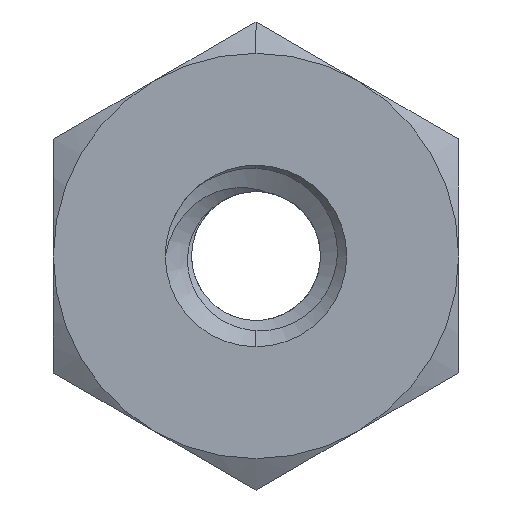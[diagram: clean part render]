
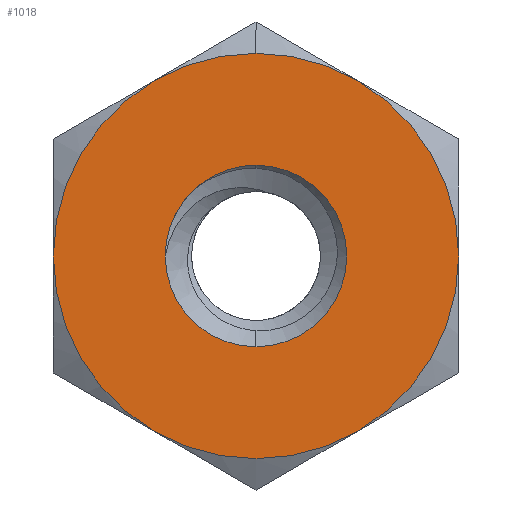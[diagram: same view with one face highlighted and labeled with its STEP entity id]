
A CAD part, front view. The second image highlights one B-rep face of the part: STEP entity #1018.
In plain terms, the highlighted planar face has unit normal (0, -1, 0).
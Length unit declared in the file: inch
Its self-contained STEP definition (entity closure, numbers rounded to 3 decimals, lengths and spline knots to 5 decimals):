
#3 = CARTESIAN_POINT ( 'NONE',  ( 0., -0.04688, 0.056 ) ) ;
#10 = EDGE_CURVE ( 'NONE', #1342, #1009, #564, .T. ) ;
#76 = VERTEX_POINT ( 'NONE', #820 ) ;
#80 = EDGE_CURVE ( 'NONE', #466, #202, #494, .T. ) ;
#143 = VERTEX_POINT ( 'NONE', #1056 ) ;
#173 = DIRECTION ( 'NONE',  ( 0., -1., 0. ) ) ;
#178 = DIRECTION ( 'NONE',  ( 0., 0., 1. ) ) ;
#191 = AXIS2_PLACEMENT_3D ( 'NONE', #1293, #173, #1720 ) ;
#202 = VERTEX_POINT ( 'NONE', #1183 ) ;
#238 = DIRECTION ( 'NONE',  ( 0., 0., 1. ) ) ;
#306 = AXIS2_PLACEMENT_3D ( 'NONE', #1621, #1199, #608 ) ;
#307 = EDGE_CURVE ( 'NONE', #1657, #1095, #337, .T. ) ;
#337 = CIRCLE ( 'NONE', #1042, 0.125 ) ;
#347 = DIRECTION ( 'NONE',  ( 0., -1., 0. ) ) ;
#398 = ORIENTED_EDGE ( 'NONE', *, *, #80, .T. ) ;
#406 = CARTESIAN_POINT ( 'NONE',  ( 0., -0.04688, 0. ) ) ;
#423 = DIRECTION ( 'NONE',  ( 0., 0., 1. ) ) ;
#429 = CARTESIAN_POINT ( 'NONE',  ( -0.125, -0.04688, 0. ) ) ;
#430 = AXIS2_PLACEMENT_3D ( 'NONE', #628, #476, #1320 ) ;
#466 = VERTEX_POINT ( 'NONE', #969 ) ;
#470 = CARTESIAN_POINT ( 'NONE',  ( 0., -0.04688, 0. ) ) ;
#476 = DIRECTION ( 'NONE',  ( 0., -1., 0. ) ) ;
#482 = CIRCLE ( 'NONE', #1444, 0.056 ) ;
#494 = CIRCLE ( 'NONE', #563, 0.056 ) ;
#509 = DIRECTION ( 'NONE',  ( 0., 0., 1. ) ) ;
#521 = CARTESIAN_POINT ( 'NONE',  ( -0.125, -0.04688, -0.07217 ) ) ;
#525 = CIRCLE ( 'NONE', #988, 0.125 ) ;
#563 = AXIS2_PLACEMENT_3D ( 'NONE', #1258, #1681, #423 ) ;
#564 = CIRCLE ( 'NONE', #1424, 0.125 ) ;
#599 = DIRECTION ( 'NONE',  ( 0., 1., 0. ) ) ;
#608 = DIRECTION ( 'NONE',  ( 0., 0., 1. ) ) ;
#617 = CARTESIAN_POINT ( 'NONE',  ( 0., -0.04688, 0. ) ) ;
#620 = CARTESIAN_POINT ( 'NONE',  ( 0., -0.04688, 0. ) ) ;
#628 = CARTESIAN_POINT ( 'NONE',  ( 0., -0.04688, 0. ) ) ;
#647 = EDGE_CURVE ( 'NONE', #202, #1563, #1016, .T. ) ;
#655 = ORIENTED_EDGE ( 'NONE', *, *, #10, .T. ) ;
#666 = AXIS2_PLACEMENT_3D ( 'NONE', #617, #599, #1150 ) ;
#670 = FACE_OUTER_BOUND ( 'NONE', #1063, .T. ) ;
#686 = ORIENTED_EDGE ( 'NONE', *, *, #882, .T. ) ;
#695 = CARTESIAN_POINT ( 'NONE',  ( 0., -0.04688, 0. ) ) ;
#731 = EDGE_CURVE ( 'NONE', #1307, #1342, #525, .T. ) ;
#735 = DIRECTION ( 'NONE',  ( 0., 0., 1. ) ) ;
#747 = CIRCLE ( 'NONE', #1778, 0.125 ) ;
#780 = CIRCLE ( 'NONE', #430, 0.125 ) ;
#808 = DIRECTION ( 'NONE',  ( 0., 1., 0. ) ) ;
#820 = CARTESIAN_POINT ( 'NONE',  ( 0.0625, -0.04688, -0.10825 ) ) ;
#822 = ORIENTED_EDGE ( 'NONE', *, *, #1240, .T. ) ;
#882 = EDGE_CURVE ( 'NONE', #1095, #76, #1453, .T. ) ;
#905 = DIRECTION ( 'NONE',  ( 0., -1., 0. ) ) ;
#913 = DIRECTION ( 'NONE',  ( 0., 1., 0. ) ) ;
#927 = CIRCLE ( 'NONE', #666, 0.056 ) ;
#958 = ORIENTED_EDGE ( 'NONE', *, *, #731, .T. ) ;
#964 = FACE_BOUND ( 'NONE', #1064, .T. ) ;
#969 = CARTESIAN_POINT ( 'NONE',  ( -0.056, -0.04688, 0. ) ) ;
#977 = DIRECTION ( 'NONE',  ( 0., 0., 1. ) ) ;
#988 = AXIS2_PLACEMENT_3D ( 'NONE', #695, #1523, #1558 ) ;
#1009 = VERTEX_POINT ( 'NONE', #1633 ) ;
#1012 = CARTESIAN_POINT ( 'NONE',  ( -0.0625, -0.04688, -0.10825 ) ) ;
#1016 = CIRCLE ( 'NONE', #1816, 0.056 ) ;
#1018 = ADVANCED_FACE ( 'NONE', ( #670, #964 ), #1351, .F. ) ;
#1042 = AXIS2_PLACEMENT_3D ( 'NONE', #620, #905, #238 ) ;
#1056 = CARTESIAN_POINT ( 'NONE',  ( 0., -0.04688, -0.056 ) ) ;
#1063 = EDGE_LOOP ( 'NONE', ( #958, #655, #822, #1609, #686, #1458, #1480 ) ) ;
#1064 = EDGE_LOOP ( 'NONE', ( #1151, #1737, #1223, #398 ) ) ;
#1095 = VERTEX_POINT ( 'NONE', #1012 ) ;
#1129 = EDGE_CURVE ( 'NONE', #76, #1347, #747, .T. ) ;
#1150 = DIRECTION ( 'NONE',  ( 0., 0., 1. ) ) ;
#1151 = ORIENTED_EDGE ( 'NONE', *, *, #647, .T. ) ;
#1156 = EDGE_CURVE ( 'NONE', #1307, #1347, #1564, .T. ) ;
#1183 = CARTESIAN_POINT ( 'NONE',  ( -0.03924, -0.04688, 0.03996 ) ) ;
#1199 = DIRECTION ( 'NONE',  ( 0., 1., 0. ) ) ;
#1223 = ORIENTED_EDGE ( 'NONE', *, *, #1412, .T. ) ;
#1228 = DIRECTION ( 'NONE',  ( 0., 0., 1. ) ) ;
#1240 = EDGE_CURVE ( 'NONE', #1009, #1657, #780, .T. ) ;
#1258 = CARTESIAN_POINT ( 'NONE',  ( 0., -0.04688, 0. ) ) ;
#1290 = CARTESIAN_POINT ( 'NONE',  ( 0., -0.04688, 0. ) ) ;
#1293 = CARTESIAN_POINT ( 'NONE',  ( 0., -0.04688, 0. ) ) ;
#1307 = VERTEX_POINT ( 'NONE', #1457 ) ;
#1320 = DIRECTION ( 'NONE',  ( 0., 0., 1. ) ) ;
#1342 = VERTEX_POINT ( 'NONE', #1456 ) ;
#1347 = VERTEX_POINT ( 'NONE', #1612 ) ;
#1351 = PLANE ( 'NONE',  #1539 ) ;
#1410 = EDGE_CURVE ( 'NONE', #1563, #143, #482, .T. ) ;
#1412 = EDGE_CURVE ( 'NONE', #143, #466, #927, .T. ) ;
#1424 = AXIS2_PLACEMENT_3D ( 'NONE', #406, #1519, #977 ) ;
#1444 = AXIS2_PLACEMENT_3D ( 'NONE', #1290, #913, #178 ) ;
#1453 = CIRCLE ( 'NONE', #191, 0.125 ) ;
#1456 = CARTESIAN_POINT ( 'NONE',  ( 0., -0.04688, 0.125 ) ) ;
#1457 = CARTESIAN_POINT ( 'NONE',  ( 0.0625, -0.04687, 0.10825 ) ) ;
#1458 = ORIENTED_EDGE ( 'NONE', *, *, #1129, .T. ) ;
#1480 = ORIENTED_EDGE ( 'NONE', *, *, #1156, .F. ) ;
#1519 = DIRECTION ( 'NONE',  ( 0., -1., 0. ) ) ;
#1523 = DIRECTION ( 'NONE',  ( 0., -1., 0. ) ) ;
#1539 = AXIS2_PLACEMENT_3D ( 'NONE', #521, #808, #1228 ) ;
#1558 = DIRECTION ( 'NONE',  ( 0., 0., 1. ) ) ;
#1563 = VERTEX_POINT ( 'NONE', #3 ) ;
#1564 = CIRCLE ( 'NONE', #306, 0.125 ) ;
#1569 = DIRECTION ( 'NONE',  ( 0., 1., 0. ) ) ;
#1609 = ORIENTED_EDGE ( 'NONE', *, *, #307, .T. ) ;
#1612 = CARTESIAN_POINT ( 'NONE',  ( 0.125, -0.04688, 0. ) ) ;
#1621 = CARTESIAN_POINT ( 'NONE',  ( 0., -0.04688, 0. ) ) ;
#1633 = CARTESIAN_POINT ( 'NONE',  ( -0.0625, -0.04688, 0.10825 ) ) ;
#1657 = VERTEX_POINT ( 'NONE', #429 ) ;
#1681 = DIRECTION ( 'NONE',  ( 0., 1., 0. ) ) ;
#1720 = DIRECTION ( 'NONE',  ( 0., 0., 1. ) ) ;
#1724 = CARTESIAN_POINT ( 'NONE',  ( 0., -0.04688, 0. ) ) ;
#1737 = ORIENTED_EDGE ( 'NONE', *, *, #1410, .T. ) ;
#1778 = AXIS2_PLACEMENT_3D ( 'NONE', #470, #347, #509 ) ;
#1816 = AXIS2_PLACEMENT_3D ( 'NONE', #1724, #1569, #735 ) ;
